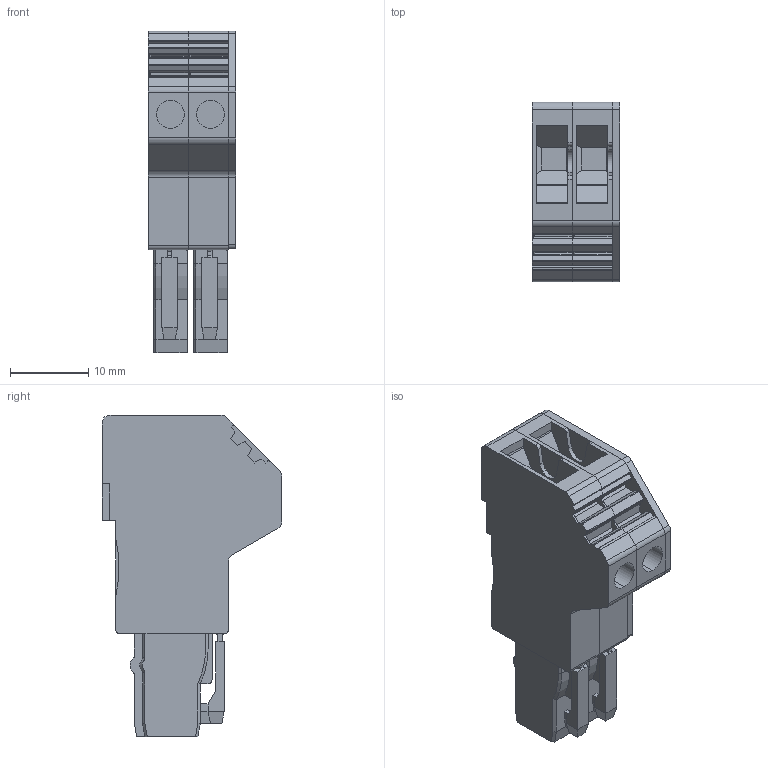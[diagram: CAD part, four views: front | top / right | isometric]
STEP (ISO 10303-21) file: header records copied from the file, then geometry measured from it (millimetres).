
FILE_DESCRIPTION(('CATIA V5 STEP Exchange','CAx-IF Rec.Pracs.--- Model Styling and Organization---1.4--- 2014-01-23'),'2;1');
FILE_NAME ('100574-2_0', '2021-06-07T08:26:28+00:00', ('none'), ('Weidmueller'), 'CATIA Version 5-6 Release 2016 SP3 HF44', 'CATIA V5 STEP AP214', 'none');
FILE_SCHEMA(('AUTOMOTIVE_DESIGN { 1 0 10303 214 1 1 1 1 }'));
Length unit declared in the file: millimetre
Products named in the file (1): Product1_AllCATPart
Bounding box: 11.2 x 22.9 x 41 mm (x, y, z)
Volume: 5807.5 mm3; surface area: 5670.8 mm2
Topology: 3 solids, 3 shells, 458 faces, 1263 edges, 822 vertices
Faces by surface type: plane 291, cylinder 120, cone 33, torus 14
Entity records: 13918 total; most frequent: ORIENTED_EDGE 2526, CARTESIAN_POINT 2524, DIRECTION 2037, EDGE_CURVE 1263, VECTOR 948, LINE 948, VERTEX_POINT 822, AXIS2_PLACEMENT_3D 692
